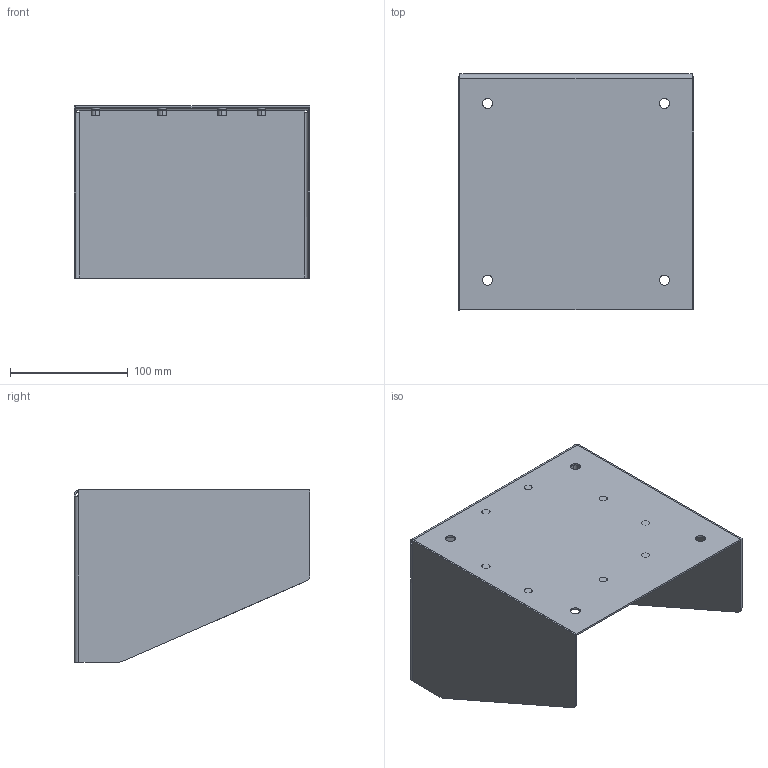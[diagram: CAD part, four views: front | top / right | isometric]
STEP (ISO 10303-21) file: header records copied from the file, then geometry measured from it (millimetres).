
FILE_DESCRIPTION((''),'2;1');
FILE_NAME('159666_SW','2012-07-31T',('banengservice'),('BANNER ENGINEERING'),'PRO/ENGINEER BY PARAMETRIC TECHNOLOGY CORPORATION, 2009141','PRO/ENGINEER BY PARAMETRIC TECHNOLOGY CORPORATION, 2009141','');
FILE_SCHEMA(('CONFIG_CONTROL_DESIGN'));
Length unit declared in the file: inch
Products named in the file (1): 159666_SW
Bounding box: 200 x 200.19 x 146 mm (x, y, z)
Volume: 172760.9 mm3; surface area: 233140.7 mm2
Topology: 1 solids, 1 shells, 244 faces, 530 edges, 328 vertices
Faces by surface type: cylinder 130, plane 80, cone 32, bspline 2
Entity records: 7330 total; most frequent: CARTESIAN_POINT 1812, DIRECTION 1246, ORIENTED_EDGE 1028, EDGE_CURVE 514, AXIS2_PLACEMENT_3D 510, VERTEX_POINT 328, EDGE_LOOP 308, CIRCLE 268
